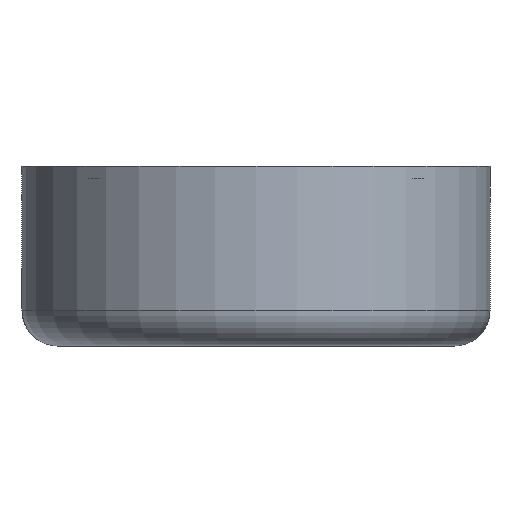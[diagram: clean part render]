
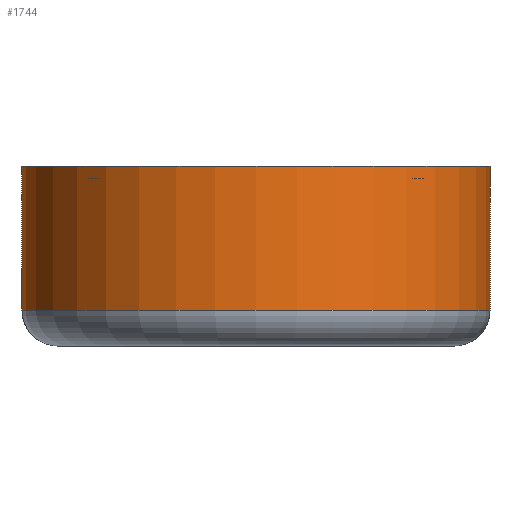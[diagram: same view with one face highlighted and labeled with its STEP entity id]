
A CAD part, left-side view. The second image highlights one B-rep face of the part: STEP entity #1744.
In plain terms, the highlighted cylindrical face has radius 39 mm (diameter 78 mm), a partial arc.
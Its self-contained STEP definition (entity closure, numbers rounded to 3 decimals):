
#52=LINE('',#2795,#167);
#55=LINE('',#2803,#170);
#167=VECTOR('',#2225,10.);
#170=VECTOR('',#2232,10.);
#276=CYLINDRICAL_SURFACE('',#1902,39.);
#390=FACE_OUTER_BOUND('',#491,.T.);
#491=EDGE_LOOP('',(#1271,#1272,#1273,#1274));
#641=CIRCLE('',#1897,39.);
#643=CIRCLE('',#1903,39.);
#780=VERTEX_POINT('',#2781);
#782=VERTEX_POINT('',#2786);
#783=VERTEX_POINT('',#2794);
#786=VERTEX_POINT('',#2802);
#969=EDGE_CURVE('',#782,#780,#641,.T.);
#973=EDGE_CURVE('',#780,#783,#52,.T.);
#977=EDGE_CURVE('',#782,#786,#55,.T.);
#978=EDGE_CURVE('',#783,#786,#643,.T.);
#1271=ORIENTED_EDGE('',*,*,#969,.F.);
#1272=ORIENTED_EDGE('',*,*,#977,.T.);
#1273=ORIENTED_EDGE('',*,*,#978,.F.);
#1274=ORIENTED_EDGE('',*,*,#973,.F.);
#1744=ADVANCED_FACE('',(#390),#276,.T.);
#1897=AXIS2_PLACEMENT_3D('',#2788,#2215,#2216);
#1902=AXIS2_PLACEMENT_3D('',#2801,#2230,#2231);
#1903=AXIS2_PLACEMENT_3D('',#2804,#2233,#2234);
#2215=DIRECTION('center_axis',(0.,0.,-1.));
#2216=DIRECTION('ref_axis',(-1.,0.,0.));
#2225=DIRECTION('',(0.,0.,1.));
#2230=DIRECTION('center_axis',(0.,0.,1.));
#2231=DIRECTION('ref_axis',(0.,1.,0.));
#2232=DIRECTION('',(0.,0.,1.));
#2233=DIRECTION('center_axis',(0.,0.,1.));
#2234=DIRECTION('ref_axis',(0.,1.,0.));
#2781=CARTESIAN_POINT('',(-180.,39.,6.));
#2786=CARTESIAN_POINT('',(-180.,-39.,6.));
#2788=CARTESIAN_POINT('Origin',(-180.,0.,6.));
#2794=CARTESIAN_POINT('',(-180.,39.,30.));
#2795=CARTESIAN_POINT('',(-180.,39.,0.));
#2801=CARTESIAN_POINT('Origin',(-180.,0.,0.));
#2802=CARTESIAN_POINT('',(-180.,-39.,30.));
#2803=CARTESIAN_POINT('',(-180.,-39.,0.));
#2804=CARTESIAN_POINT('Origin',(-180.,0.,30.));
